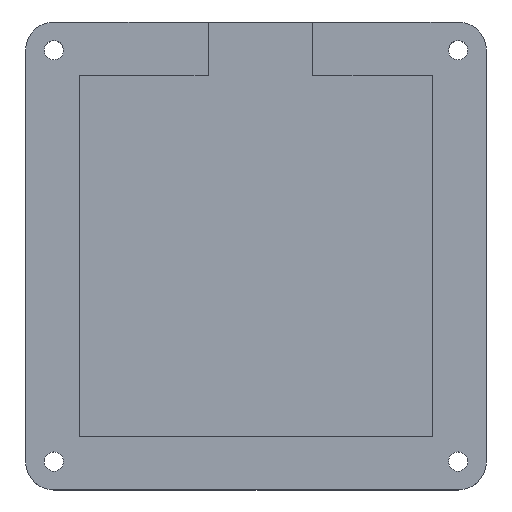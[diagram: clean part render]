
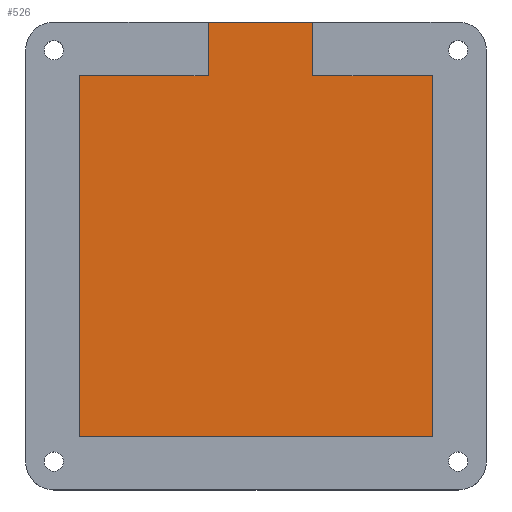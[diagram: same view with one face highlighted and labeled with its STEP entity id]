
A CAD part, top view. The second image highlights one B-rep face of the part: STEP entity #526.
In plain terms, the highlighted planar face has unit normal (0, 0, 1).
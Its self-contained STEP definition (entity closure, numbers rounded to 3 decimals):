
#36=PLANE('',#582);
#58=FACE_OUTER_BOUND('',#92,.T.);
#92=EDGE_LOOP('',(#429,#430,#431,#432,#433,#434,#435,#436));
#135=LINE('',#829,#183);
#144=LINE('',#850,#192);
#147=LINE('',#855,#195);
#149=LINE('',#859,#197);
#150=LINE('',#862,#198);
#152=LINE('',#867,#200);
#153=LINE('',#868,#201);
#154=LINE('',#869,#202);
#183=VECTOR('',#661,10.);
#192=VECTOR('',#684,10.);
#195=VECTOR('',#689,10.);
#197=VECTOR('',#693,10.);
#198=VECTOR('',#696,10.);
#200=VECTOR('',#700,10.);
#201=VECTOR('',#701,10.);
#202=VECTOR('',#702,10.);
#261=VERTEX_POINT('',#826);
#262=VERTEX_POINT('',#828);
#267=VERTEX_POINT('',#849);
#268=VERTEX_POINT('',#853);
#269=VERTEX_POINT('',#857);
#270=VERTEX_POINT('',#861);
#271=VERTEX_POINT('',#865);
#272=VERTEX_POINT('',#866);
#313=EDGE_CURVE('',#261,#262,#135,.T.);
#324=EDGE_CURVE('',#262,#267,#144,.T.);
#327=EDGE_CURVE('',#268,#261,#147,.T.);
#329=EDGE_CURVE('',#269,#268,#149,.T.);
#330=EDGE_CURVE('',#267,#270,#150,.T.);
#332=EDGE_CURVE('',#271,#272,#152,.T.);
#333=EDGE_CURVE('',#270,#271,#153,.T.);
#334=EDGE_CURVE('',#272,#269,#154,.T.);
#429=ORIENTED_EDGE('',*,*,#332,.F.);
#430=ORIENTED_EDGE('',*,*,#333,.F.);
#431=ORIENTED_EDGE('',*,*,#330,.F.);
#432=ORIENTED_EDGE('',*,*,#324,.F.);
#433=ORIENTED_EDGE('',*,*,#313,.F.);
#434=ORIENTED_EDGE('',*,*,#327,.F.);
#435=ORIENTED_EDGE('',*,*,#329,.F.);
#436=ORIENTED_EDGE('',*,*,#334,.F.);
#526=ADVANCED_FACE('',(#58),#36,.T.);
#582=AXIS2_PLACEMENT_3D('',#864,#698,#699);
#661=DIRECTION('',(1.,0.,0.));
#684=DIRECTION('',(0.,-1.,0.));
#689=DIRECTION('',(0.,1.,0.));
#693=DIRECTION('',(1.,0.,0.));
#696=DIRECTION('',(1.,0.,0.));
#698=DIRECTION('center_axis',(0.,0.,1.));
#699=DIRECTION('ref_axis',(1.,0.,0.));
#700=DIRECTION('',(-1.,0.,0.));
#701=DIRECTION('',(0.,-1.,0.));
#702=DIRECTION('',(0.,1.,0.));
#826=CARTESIAN_POINT('',(65.291,66.189,3.));
#828=CARTESIAN_POINT('',(83.791,66.189,3.));
#829=CARTESIAN_POINT('',(94.521,66.189,3.));
#849=CARTESIAN_POINT('',(83.791,56.689,3.));
#850=CARTESIAN_POINT('',(83.791,66.189,3.));
#853=CARTESIAN_POINT('',(65.291,56.689,3.));
#855=CARTESIAN_POINT('',(65.291,56.689,3.));
#857=CARTESIAN_POINT('',(42.532,56.689,3.));
#859=CARTESIAN_POINT('',(58.149,56.689,3.));
#861=CARTESIAN_POINT('',(105.,56.689,3.));
#862=CARTESIAN_POINT('',(58.149,56.689,3.));
#864=CARTESIAN_POINT('Origin',(73.766,24.82,3.));
#865=CARTESIAN_POINT('',(105.,-7.049,3.));
#866=CARTESIAN_POINT('',(42.532,-7.049,3.));
#867=CARTESIAN_POINT('',(89.383,-7.049,3.));
#868=CARTESIAN_POINT('',(105.,40.754,3.));
#869=CARTESIAN_POINT('',(42.532,8.885,3.));
